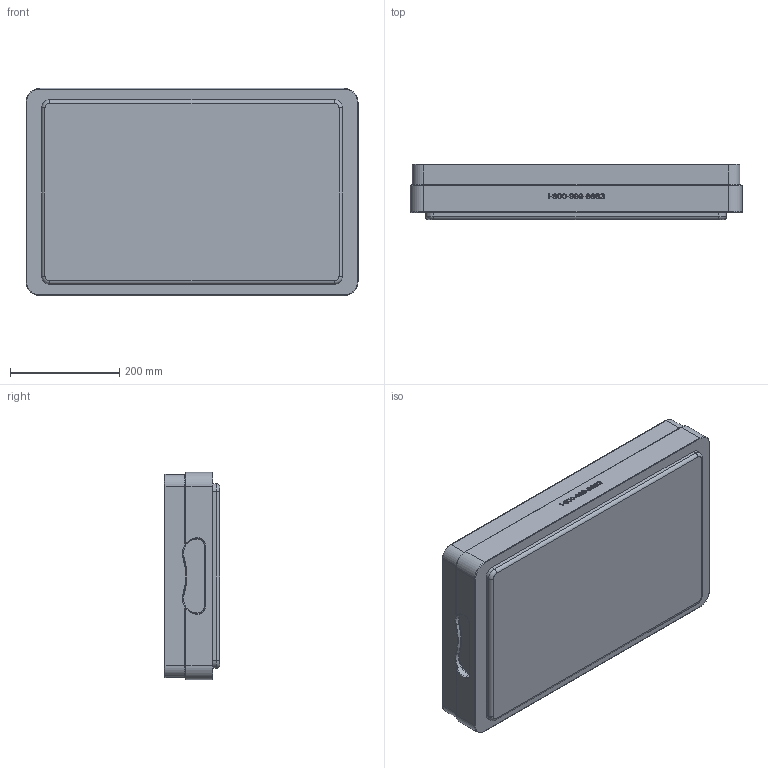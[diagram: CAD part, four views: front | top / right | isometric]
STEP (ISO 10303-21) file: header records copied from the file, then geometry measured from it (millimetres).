
FILE_DESCRIPTION((''),'2;1');
FILE_NAME('5269M_WSM','2025-06-20T11:59:29',('SYSTEM'),(''),'CREO PARAMETRIC BY PTC INC, 2023294','CREO PARAMETRIC BY PTC INC, 2023294','');
FILE_SCHEMA(('CONFIG_CONTROL_DESIGN'));
Length unit declared in the file: inch
Products named in the file (1): 5269M_WSM
Bounding box: 608.33 x 101.6 x 379.73 mm (x, y, z)
Volume: 3885527.1 mm3; surface area: 809787.8 mm2
Topology: 1 solids, 1 shells, 1669 faces, 4583 edges, 2979 vertices
Faces by surface type: plane 1327, cylinder 108, bspline 107, extrusion 79, torus 48
Entity records: 56200 total; most frequent: CARTESIAN_POINT 14649, ORIENTED_EDGE 9166, DIRECTION 7601, EDGE_CURVE 4583, VECTOR 4033, LINE 3954, VERTEX_POINT 2979, AXIS2_PLACEMENT_3D 1784
